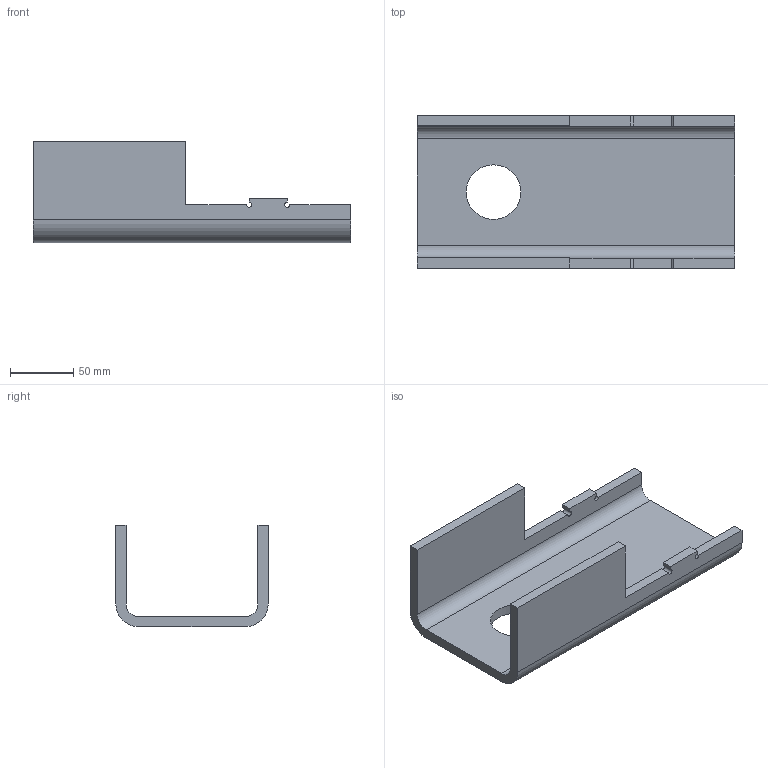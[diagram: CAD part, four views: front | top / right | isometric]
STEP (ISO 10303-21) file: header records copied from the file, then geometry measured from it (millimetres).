
FILE_DESCRIPTION(('FreeCAD Model'),'2;1');
FILE_NAME('Open CASCADE Shape Model','2025-06-30T13:36:26',('Author'),( ''),'Open CASCADE STEP processor 7.8','FreeCAD','Unknown');
FILE_SCHEMA(('AUTOMOTIVE_DESIGN { 1 0 10303 214 1 1 1 1 }'));
Length unit declared in the file: millimetre
Products named in the file (1): UShape_Filleted_Both
Bounding box: 250 x 120 x 80 mm (x, y, z)
Volume: 390445.4 mm3; surface area: 107057.4 mm2
Topology: 1 solids, 1 shells, 33 faces, 93 edges, 62 vertices
Faces by surface type: plane 24, cylinder 9
Full cylindrical faces by diameter (mm): 43 x1
Entity records: 1091 total; most frequent: CARTESIAN_POINT 189, ORIENTED_EDGE 186, DIRECTION 179, EDGE_CURVE 93, LINE 75, VECTOR 75, VERTEX_POINT 62, AXIS2_PLACEMENT_3D 52
